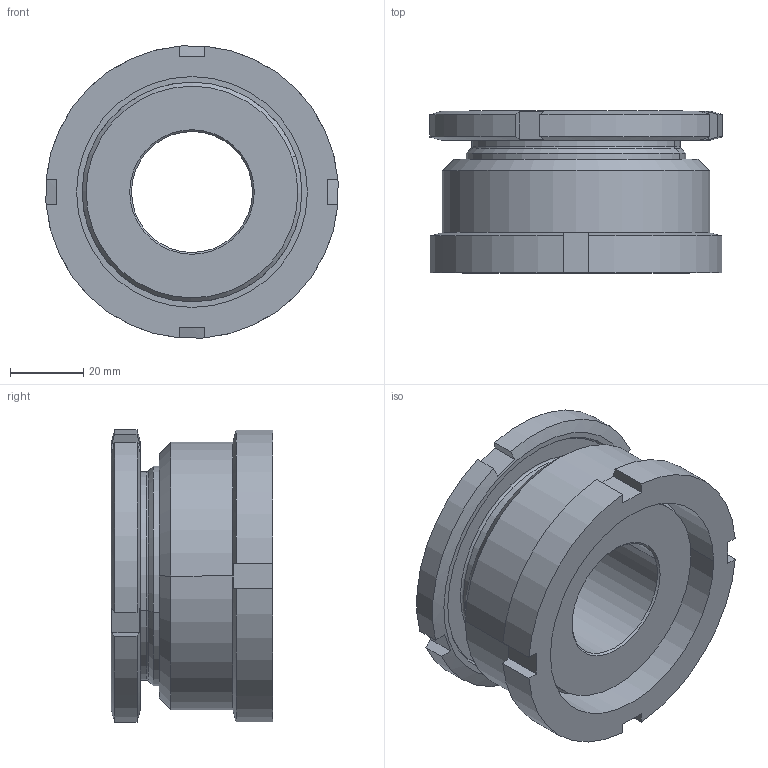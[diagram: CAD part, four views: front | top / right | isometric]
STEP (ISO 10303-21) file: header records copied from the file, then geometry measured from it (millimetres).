
FILE_DESCRIPTION (( 'STEP AP214' ), '1' );
FILE_NAME ('NAE 60-33 0-0 A1.STEP', '2015-08-18T13:43:16', ( '' ), ( '' ), 'SwSTEP 2.0', 'SolidWorks 2015', '' );
FILE_SCHEMA (( 'AUTOMOTIVE_DESIGN' ));
Length unit declared in the file: millimetre
Products named in the file (3): NAE 60-33 1-0 A1; NAE 60 2-0 A1; NAE 60-33 0-0 A1
Assembly tree (2 placements, depth 2):
  NAE 60-33 0-0 A1
    NAE 60 2-0 A1
    NAE 60-33 1-0 A1
Bounding box: 79.78 x 44.15 x 79.78 mm (x, y, z)
Volume: 135443.6 mm3; surface area: 37285.6 mm2
Topology: 2 solids, 2 shells, 81 faces, 196 edges, 122 vertices
Faces by surface type: plane 31, cylinder 24, cone 20, torus 6
Entity records: 2632 total; most frequent: CARTESIAN_POINT 602, DIRECTION 400, ORIENTED_EDGE 392, EDGE_CURVE 196, AXIS2_PLACEMENT_3D 160, VERTEX_POINT 122, EDGE_LOOP 88, ADVANCED_FACE 81
